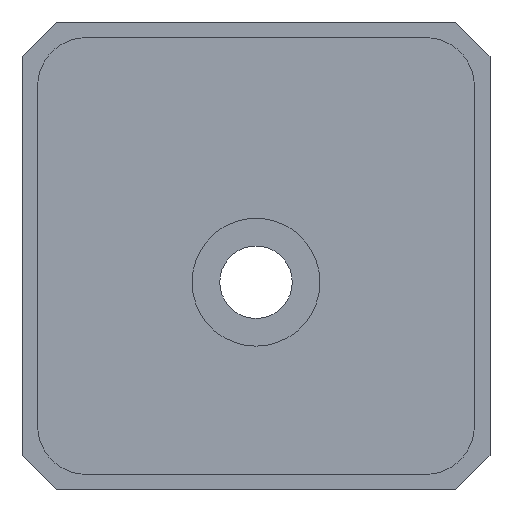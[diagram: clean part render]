
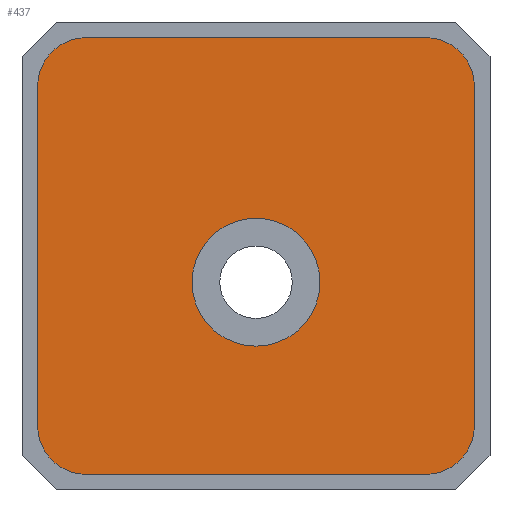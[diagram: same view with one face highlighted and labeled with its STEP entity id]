
A CAD part, front view. The second image highlights one B-rep face of the part: STEP entity #437.
In plain terms, the highlighted planar face has unit normal (0, -1, 0).
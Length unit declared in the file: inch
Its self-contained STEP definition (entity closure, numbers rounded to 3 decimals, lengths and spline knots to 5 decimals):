
#15=FACE_BOUND('',#80,.T.);
#22=CIRCLE('',#472,0.078);
#24=CIRCLE('',#476,0.078);
#26=CIRCLE('',#480,0.078);
#28=CIRCLE('',#484,0.078);
#29=CIRCLE('',#486,0.1025);
#53=FACE_OUTER_BOUND('',#79,.T.);
#79=EDGE_LOOP('',(#323,#324,#325,#326,#327,#328,#329,#330));
#80=EDGE_LOOP('',(#331));
#105=LINE('',#649,#149);
#110=LINE('',#662,#154);
#114=LINE('',#674,#158);
#118=LINE('',#686,#162);
#149=VECTOR('',#517,0.3937);
#154=VECTOR('',#530,0.3937);
#158=VECTOR('',#542,0.3937);
#162=VECTOR('',#554,0.3937);
#193=VERTEX_POINT('',#646);
#194=VERTEX_POINT('',#648);
#196=VERTEX_POINT('',#654);
#198=VERTEX_POINT('',#660);
#200=VERTEX_POINT('',#666);
#202=VERTEX_POINT('',#672);
#204=VERTEX_POINT('',#678);
#206=VERTEX_POINT('',#684);
#207=VERTEX_POINT('',#691);
#233=EDGE_CURVE('',#193,#194,#105,.T.);
#237=EDGE_CURVE('',#196,#193,#22,.T.);
#240=EDGE_CURVE('',#198,#196,#110,.T.);
#243=EDGE_CURVE('',#200,#198,#24,.T.);
#246=EDGE_CURVE('',#202,#200,#114,.T.);
#249=EDGE_CURVE('',#204,#202,#26,.T.);
#252=EDGE_CURVE('',#206,#204,#118,.T.);
#254=EDGE_CURVE('',#194,#206,#28,.T.);
#255=EDGE_CURVE('',#207,#207,#29,.T.);
#323=ORIENTED_EDGE('',*,*,#254,.F.);
#324=ORIENTED_EDGE('',*,*,#233,.F.);
#325=ORIENTED_EDGE('',*,*,#237,.F.);
#326=ORIENTED_EDGE('',*,*,#240,.F.);
#327=ORIENTED_EDGE('',*,*,#243,.F.);
#328=ORIENTED_EDGE('',*,*,#246,.F.);
#329=ORIENTED_EDGE('',*,*,#249,.F.);
#330=ORIENTED_EDGE('',*,*,#252,.F.);
#331=ORIENTED_EDGE('',*,*,#255,.F.);
#415=PLANE('',#485);
#437=ADVANCED_FACE('',(#53,#15),#415,.F.);
#472=AXIS2_PLACEMENT_3D('',#656,#524,#525);
#476=AXIS2_PLACEMENT_3D('',#668,#536,#537);
#480=AXIS2_PLACEMENT_3D('',#680,#548,#549);
#484=AXIS2_PLACEMENT_3D('',#689,#559,#560);
#485=AXIS2_PLACEMENT_3D('',#690,#561,#562);
#486=AXIS2_PLACEMENT_3D('',#692,#563,#564);
#517=DIRECTION('',(-1.,0.,0.));
#524=DIRECTION('center_axis',(0.,1.,0.));
#525=DIRECTION('ref_axis',(1.,0.,0.));
#530=DIRECTION('',(0.,0.,-1.));
#536=DIRECTION('center_axis',(0.,1.,0.));
#537=DIRECTION('ref_axis',(0.,0.,1.));
#542=DIRECTION('',(1.,0.,0.));
#548=DIRECTION('center_axis',(0.,1.,0.));
#549=DIRECTION('ref_axis',(-1.,0.,0.));
#554=DIRECTION('',(0.,0.,1.));
#559=DIRECTION('center_axis',(0.,1.,0.));
#560=DIRECTION('ref_axis',(0.,0.,-1.));
#561=DIRECTION('center_axis',(0.,1.,0.));
#562=DIRECTION('ref_axis',(1.,0.,0.));
#563=DIRECTION('center_axis',(0.,-1.,0.));
#564=DIRECTION('ref_axis',(1.,0.,0.));
#646=CARTESIAN_POINT('',(0.28601,0.06,-0.30714));
#648=CARTESIAN_POINT('',(-0.25799,0.06,-0.30714));
#649=CARTESIAN_POINT('',(0.28601,0.06,-0.30714));
#654=CARTESIAN_POINT('',(0.36401,0.06,-0.22914));
#656=CARTESIAN_POINT('Origin',(0.28601,0.06,-0.22914));
#660=CARTESIAN_POINT('',(0.36401,0.06,0.31486));
#662=CARTESIAN_POINT('',(0.36401,0.06,0.31486));
#666=CARTESIAN_POINT('',(0.28601,0.06,0.39286));
#668=CARTESIAN_POINT('Origin',(0.28601,0.06,0.31486));
#672=CARTESIAN_POINT('',(-0.25799,0.06,0.39286));
#674=CARTESIAN_POINT('',(-0.25799,0.06,0.39286));
#678=CARTESIAN_POINT('',(-0.33599,0.06,0.31486));
#680=CARTESIAN_POINT('Origin',(-0.25799,0.06,0.31486));
#684=CARTESIAN_POINT('',(-0.33599,0.06,-0.22914));
#686=CARTESIAN_POINT('',(-0.33599,0.06,-0.22914));
#689=CARTESIAN_POINT('Origin',(-0.25799,0.06,-0.22914));
#690=CARTESIAN_POINT('Origin',(0.01401,0.06,0.04286));
#691=CARTESIAN_POINT('',(-0.08849,0.06,0.00086));
#692=CARTESIAN_POINT('Origin',(0.01401,0.06,0.00086));
